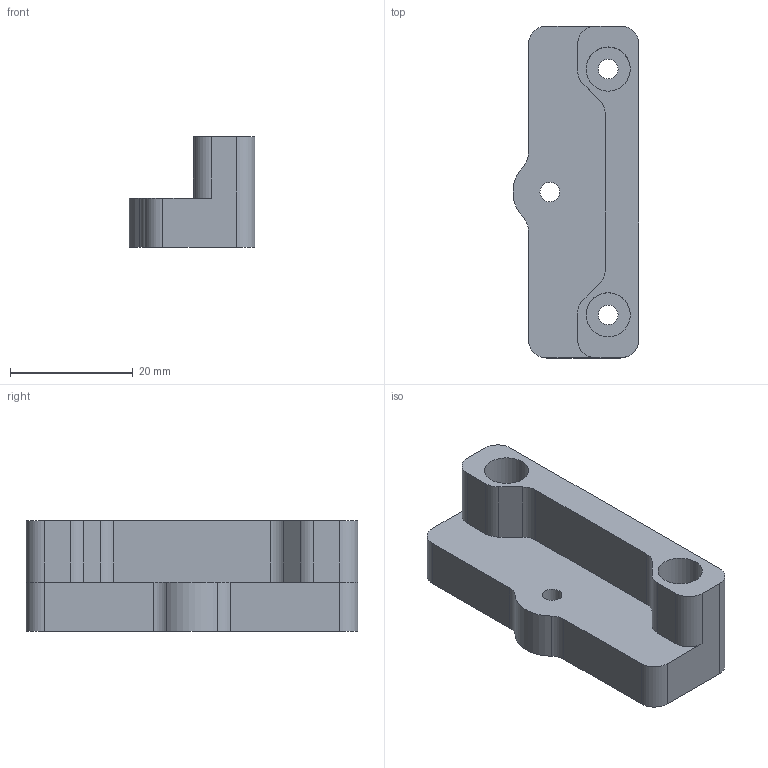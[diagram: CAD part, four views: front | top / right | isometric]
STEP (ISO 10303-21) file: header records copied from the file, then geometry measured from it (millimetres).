
FILE_DESCRIPTION(('FreeCAD Model'),'2;1');
FILE_NAME('y-belt-hclamp-x1.step','2020-05-19T17:23:19',( 'Author'),(''),'Open CASCADE STEP processor 7.3','FreeCAD','Unknown' );
FILE_SCHEMA(('AUTOMOTIVE_DESIGN { 1 0 10303 214 1 1 1 1 }'));
Length unit declared in the file: millimetre
Products named in the file (1): Hclamp
Bounding box: 20.48 x 54 x 18 mm (x, y, z)
Volume: 10347.2 mm3; surface area: 5134.9 mm2
Topology: 1 solids, 1 shells, 40 faces, 107 edges, 72 vertices
Faces by surface type: plane 22, cylinder 18
Full cylindrical faces by diameter (mm): 3.2 x3, 7.2 x2
Entity records: 2995 total; most frequent: CARTESIAN_POINT 523, DIRECTION 420, LINE 244, VECTOR 244, ORIENTED_EDGE 214, PCURVE 214, DEFINITIONAL_REPRESENTATION 214, EDGE_CURVE 107
